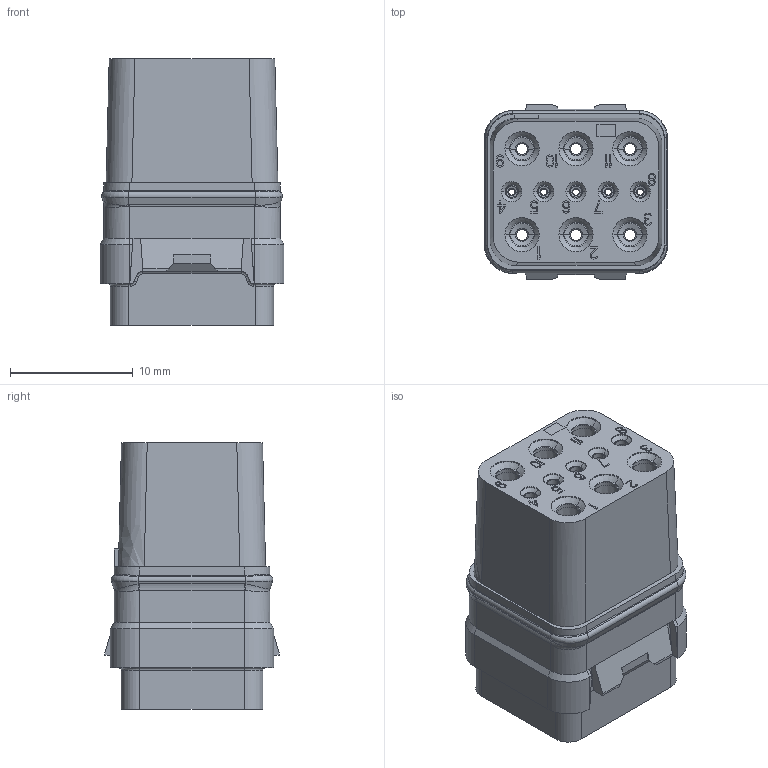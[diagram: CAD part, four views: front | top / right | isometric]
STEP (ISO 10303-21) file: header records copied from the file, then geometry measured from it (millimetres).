
FILE_DESCRIPTION((''),'2;1');
FILE_NAME('SIME9901SN','2019-12-10T',('presta_be4'),(''),'CREO PARAMETRIC BY PTC INC, 2018360','CREO PARAMETRIC BY PTC INC, 2018360','');
FILE_SCHEMA(('CONFIG_CONTROL_DESIGN'));
Products named in the file (1): SIME9901SN
Bounding box: 15 x 14.2 x 21.76 mm (x, y, z)
Volume: 2103.9 mm3; surface area: 3891.4 mm2
Topology: 1 solids, 1 shells, 1896 faces, 4716 edges, 2944 vertices
Faces by surface type: plane 1072, cylinder 314, torus 228, cone 200, bspline 82
Entity records: 60549 total; most frequent: CARTESIAN_POINT 14751, DIRECTION 9610, ORIENTED_EDGE 9432, EDGE_CURVE 4716, VECTOR 3326, LINE 3326, AXIS2_PLACEMENT_3D 3142, VERTEX_POINT 2944
